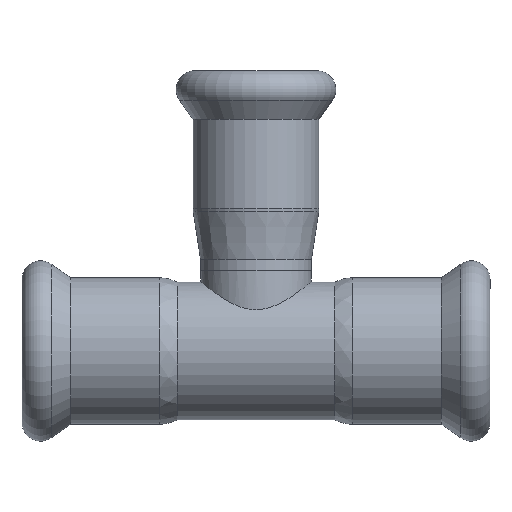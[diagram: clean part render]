
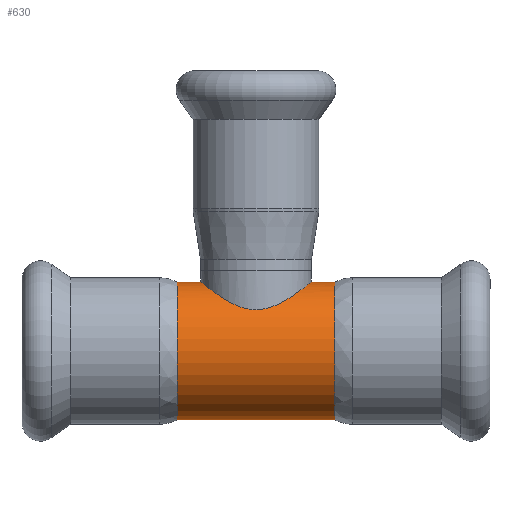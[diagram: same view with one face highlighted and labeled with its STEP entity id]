
A CAD part, front view. The second image highlights one B-rep face of the part: STEP entity #630.
In plain terms, the highlighted cylindrical face has radius 10 mm (diameter 20 mm), a full revolution.
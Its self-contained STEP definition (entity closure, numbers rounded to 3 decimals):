
#107=FACE_BOUND($,#206,.T.);
#108=FACE_BOUND($,#207,.T.);
#109=FACE_BOUND($,#208,.T.);
#155=B_SPLINE_CURVE_WITH_KNOTS($,3,(#1073,#1074,#1075,#1076,#1077,#1078,
#1079,#1080,#1081,#1082,#1083,#1084,#1085,#1086,#1087,#1088,#1089,#1090,
#1091,#1092,#1093,#1094,#1095,#1096,#1097,#1098,#1099,#1100,#1101,#1102,
#1103,#1104,#1105,#1106,#1107,#1108,#1109,#1110,#1111,#1112,#1113,#1114),
 .UNSPECIFIED.,.T.,.F.,(4,2,2,2,2,2,2,2,2,2,2,2,2,2,2,2,2,2,2,2,4),(0.,
0.164,0.328,0.656,0.974,
1.292,1.61,1.928,2.256,2.42,
2.584,2.748,2.912,3.24,3.558,
3.876,4.194,4.512,4.84,5.004,
5.168),.UNSPECIFIED.);
#206=EDGE_LOOP($,(#478));
#207=EDGE_LOOP($,(#479));
#208=EDGE_LOOP($,(#480));
#299=CIRCLE($,#690,10.);
#300=CIRCLE($,#691,10.);
#350=VERTEX_POINT($,#1072);
#351=VERTEX_POINT($,#1115);
#352=VERTEX_POINT($,#1117);
#409=EDGE_CURVE($,#350,#350,#155,.T.);
#410=EDGE_CURVE($,#351,#351,#299,.T.);
#411=EDGE_CURVE($,#352,#352,#300,.T.);
#478=ORIENTED_EDGE($,*,*,#409,.T.);
#479=ORIENTED_EDGE($,*,*,#410,.F.);
#480=ORIENTED_EDGE($,*,*,#411,.T.);
#615=CYLINDRICAL_SURFACE($,#689,10.);
#630=ADVANCED_FACE($,(#107,#108,#109),#615,.T.);
#689=AXIS2_PLACEMENT_3D($,#1071,#800,#801);
#690=AXIS2_PLACEMENT_3D($,#1116,#802,#803);
#691=AXIS2_PLACEMENT_3D($,#1118,#804,#805);
#800=DIRECTION('center_axis',(1.,0.,0.));
#801=DIRECTION('ref_axis',(0.,1.,0.));
#802=DIRECTION('center_axis',(1.,0.,0.));
#803=DIRECTION('ref_axis',(0.,1.,0.));
#804=DIRECTION('center_axis',(1.,0.,0.));
#805=DIRECTION('ref_axis',(0.,1.,0.));
#1071=CARTESIAN_POINT('Origin',(0.,0.,0.));
#1072=CARTESIAN_POINT('',(0.,8.,6.));
#1073=CARTESIAN_POINT('Ctrl Pts',(0.,8.,6.));
#1074=CARTESIAN_POINT('Ctrl Pts',(0.547,8.,6.));
#1075=CARTESIAN_POINT('Ctrl Pts',(1.089,7.944,6.077));
#1076=CARTESIAN_POINT('Ctrl Pts',(2.14,7.727,6.35));
#1077=CARTESIAN_POINT('Ctrl Pts',(2.648,7.567,6.544));
#1078=CARTESIAN_POINT('Ctrl Pts',(4.096,6.951,7.214));
#1079=CARTESIAN_POINT('Ctrl Pts',(4.961,6.353,7.769));
#1080=CARTESIAN_POINT('Ctrl Pts',(6.331,4.983,8.709));
#1081=CARTESIAN_POINT('Ctrl Pts',(6.942,4.117,9.172));
#1082=CARTESIAN_POINT('Ctrl Pts',(7.777,2.156,9.819));
#1083=CARTESIAN_POINT('Ctrl Pts',(8.,1.06,10.));
#1084=CARTESIAN_POINT('Ctrl Pts',(8.,-1.06,10.));
#1085=CARTESIAN_POINT('Ctrl Pts',(7.777,-2.156,9.819));
#1086=CARTESIAN_POINT('Ctrl Pts',(6.942,-4.117,9.172));
#1087=CARTESIAN_POINT('Ctrl Pts',(6.331,-4.983,8.709));
#1088=CARTESIAN_POINT('Ctrl Pts',(4.961,-6.353,7.769));
#1089=CARTESIAN_POINT('Ctrl Pts',(4.096,-6.951,7.214));
#1090=CARTESIAN_POINT('Ctrl Pts',(2.648,-7.567,6.544));
#1091=CARTESIAN_POINT('Ctrl Pts',(2.14,-7.727,6.35));
#1092=CARTESIAN_POINT('Ctrl Pts',(1.089,-7.944,6.077));
#1093=CARTESIAN_POINT('Ctrl Pts',(0.547,-8.,6.));
#1094=CARTESIAN_POINT('Ctrl Pts',(-0.547,-8.,6.));
#1095=CARTESIAN_POINT('Ctrl Pts',(-1.089,-7.944,6.077));
#1096=CARTESIAN_POINT('Ctrl Pts',(-2.14,-7.727,6.35));
#1097=CARTESIAN_POINT('Ctrl Pts',(-2.648,-7.567,6.544));
#1098=CARTESIAN_POINT('Ctrl Pts',(-4.096,-6.951,7.214));
#1099=CARTESIAN_POINT('Ctrl Pts',(-4.961,-6.353,7.769));
#1100=CARTESIAN_POINT('Ctrl Pts',(-6.331,-4.983,8.709));
#1101=CARTESIAN_POINT('Ctrl Pts',(-6.942,-4.117,9.172));
#1102=CARTESIAN_POINT('Ctrl Pts',(-7.777,-2.156,9.819));
#1103=CARTESIAN_POINT('Ctrl Pts',(-8.,-1.06,10.));
#1104=CARTESIAN_POINT('Ctrl Pts',(-8.,1.06,10.));
#1105=CARTESIAN_POINT('Ctrl Pts',(-7.777,2.156,9.819));
#1106=CARTESIAN_POINT('Ctrl Pts',(-6.942,4.117,9.172));
#1107=CARTESIAN_POINT('Ctrl Pts',(-6.331,4.983,8.709));
#1108=CARTESIAN_POINT('Ctrl Pts',(-4.961,6.353,7.769));
#1109=CARTESIAN_POINT('Ctrl Pts',(-4.096,6.951,7.214));
#1110=CARTESIAN_POINT('Ctrl Pts',(-2.648,7.567,6.544));
#1111=CARTESIAN_POINT('Ctrl Pts',(-2.14,7.727,6.35));
#1112=CARTESIAN_POINT('Ctrl Pts',(-1.089,7.944,6.077));
#1113=CARTESIAN_POINT('Ctrl Pts',(-0.547,8.,6.));
#1114=CARTESIAN_POINT('Ctrl Pts',(0.,8.,6.));
#1115=CARTESIAN_POINT('',(14.,10.,0.));
#1116=CARTESIAN_POINT('Origin',(14.,0.,0.));
#1117=CARTESIAN_POINT('',(-14.,10.,0.));
#1118=CARTESIAN_POINT('Origin',(-14.,0.,0.));
